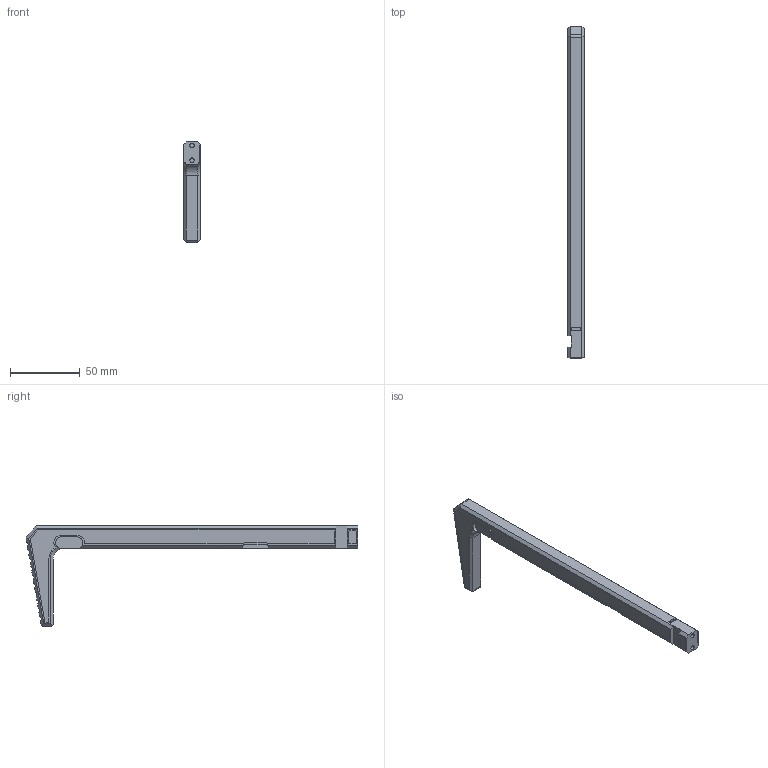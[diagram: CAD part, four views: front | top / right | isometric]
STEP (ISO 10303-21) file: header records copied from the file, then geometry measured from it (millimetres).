
FILE_DESCRIPTION(/* description */ (''),/* implementation_level */ '2;1');
FILE_NAME(/* name */ '38-stock-bar-textured.step',/* time_stamp */ '2022-04-06T21:26:59+01:00',/* author */ (''),/* organization */ (''),/* preprocessor_version */ 'ST-DEVELOPER v18.1',/* originating_system */ 'Autodesk Translation Framework v10.13.0.1454',/* authorisation */ '');
FILE_SCHEMA (('AUTOMOTIVE_DESIGN { 1 0 10303 214 3 1 1 }'));
Length unit declared in the file: millimetre
Products named in the file (1): 38-stock-bar-textured
Bounding box: 12 x 237.89 x 72 mm (x, y, z)
Volume: 48854.1 mm3; surface area: 16103.9 mm2
Topology: 1 solids, 1 shells, 106 faces, 291 edges, 193 vertices
Faces by surface type: plane 76, cylinder 28, cone 2
Full cylindrical faces by diameter (mm): 3.2 x4
Entity records: 3416 total; most frequent: CARTESIAN_POINT 600, ORIENTED_EDGE 582, DIRECTION 574, EDGE_CURVE 291, LINE 220, VECTOR 220, VERTEX_POINT 193, AXIS2_PLACEMENT_3D 177
